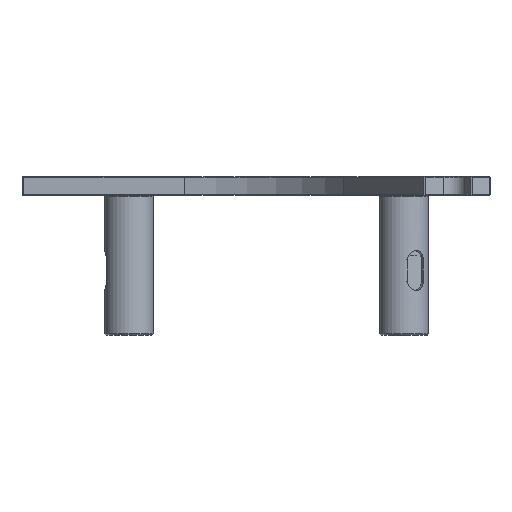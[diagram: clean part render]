
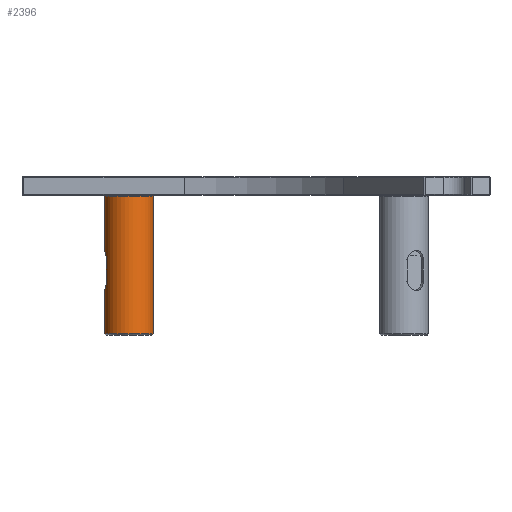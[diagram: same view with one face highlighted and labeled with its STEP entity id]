
A CAD part, front view. The second image highlights one B-rep face of the part: STEP entity #2396.
In plain terms, the highlighted cylindrical face has radius 8 mm (diameter 16 mm), a full revolution.
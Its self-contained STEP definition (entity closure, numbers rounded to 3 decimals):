
#39=B_SPLINE_CURVE_WITH_KNOTS('',3,(#4053,#4054,#4055,#4056,#4057,#4058,
#4059,#4060,#4061,#4062),.UNSPECIFIED.,.F.,.F.,(4,2,2,2,4),(-0.914,
-0.8,-0.685,-0.571,-0.457),
 .UNSPECIFIED.);
#40=B_SPLINE_CURVE_WITH_KNOTS('',3,(#4064,#4065,#4066,#4067,#4068,#4069,
#4070,#4071,#4072,#4073),.UNSPECIFIED.,.F.,.F.,(4,2,2,2,4),(-0.457,
-0.343,-0.229,-0.114,0.),
 .UNSPECIFIED.);
#41=B_SPLINE_CURVE_WITH_KNOTS('',3,(#4077,#4078,#4079,#4080,#4081,#4082,
#4083,#4084,#4085,#4086),.UNSPECIFIED.,.F.,.F.,(4,2,2,2,4),(0.,0.114,
0.229,0.343,0.457),.UNSPECIFIED.);
#42=B_SPLINE_CURVE_WITH_KNOTS('',3,(#4088,#4089,#4090,#4091,#4092,#4093,
#4094,#4095,#4096,#4097),.UNSPECIFIED.,.F.,.F.,(4,2,2,2,4),(0.457,
0.571,0.685,0.8,0.914),
 .UNSPECIFIED.);
#80=CYLINDRICAL_SURFACE('',#2684,8.);
#117=FACE_BOUND('',#462,.T.);
#191=CIRCLE('',#2683,8.);
#192=CIRCLE('',#2685,8.);
#318=FACE_OUTER_BOUND('',#461,.T.);
#461=EDGE_LOOP('',(#2136,#2137,#2138,#2139));
#462=EDGE_LOOP('',(#2140,#2141,#2142,#2143,#2144,#2145));
#707=LINE('',#4050,#951);
#708=LINE('',#4075,#952);
#709=LINE('',#4098,#953);
#951=VECTOR('',#3334,8.);
#952=VECTOR('',#3335,10.);
#953=VECTOR('',#3336,10.);
#1167=VERTEX_POINT('',#4044);
#1168=VERTEX_POINT('',#4048);
#1169=VERTEX_POINT('',#4051);
#1170=VERTEX_POINT('',#4052);
#1171=VERTEX_POINT('',#4063);
#1172=VERTEX_POINT('',#4074);
#1173=VERTEX_POINT('',#4076);
#1174=VERTEX_POINT('',#4087);
#1494=EDGE_CURVE('',#1167,#1167,#191,.T.);
#1495=EDGE_CURVE('',#1168,#1168,#192,.T.);
#1496=EDGE_CURVE('',#1168,#1167,#707,.T.);
#1497=EDGE_CURVE('',#1169,#1170,#39,.T.);
#1498=EDGE_CURVE('',#1170,#1171,#40,.T.);
#1499=EDGE_CURVE('',#1171,#1172,#708,.T.);
#1500=EDGE_CURVE('',#1172,#1173,#41,.T.);
#1501=EDGE_CURVE('',#1173,#1174,#42,.T.);
#1502=EDGE_CURVE('',#1174,#1169,#709,.T.);
#2136=ORIENTED_EDGE('',*,*,#1495,.F.);
#2137=ORIENTED_EDGE('',*,*,#1496,.T.);
#2138=ORIENTED_EDGE('',*,*,#1494,.F.);
#2139=ORIENTED_EDGE('',*,*,#1496,.F.);
#2140=ORIENTED_EDGE('',*,*,#1497,.T.);
#2141=ORIENTED_EDGE('',*,*,#1498,.T.);
#2142=ORIENTED_EDGE('',*,*,#1499,.T.);
#2143=ORIENTED_EDGE('',*,*,#1500,.T.);
#2144=ORIENTED_EDGE('',*,*,#1501,.T.);
#2145=ORIENTED_EDGE('',*,*,#1502,.T.);
#2396=ADVANCED_FACE('',(#318,#117),#80,.T.);
#2683=AXIS2_PLACEMENT_3D('',#4046,#3328,#3329);
#2684=AXIS2_PLACEMENT_3D('',#4047,#3330,#3331);
#2685=AXIS2_PLACEMENT_3D('',#4049,#3332,#3333);
#3328=DIRECTION('center_axis',(0.,0.,-1.));
#3329=DIRECTION('ref_axis',(-1.,0.,0.));
#3330=DIRECTION('center_axis',(0.,0.,1.));
#3331=DIRECTION('ref_axis',(-1.,0.,0.));
#3332=DIRECTION('center_axis',(0.,0.,1.));
#3333=DIRECTION('ref_axis',(-1.,0.,0.));
#3334=DIRECTION('',(0.,0.,-1.));
#3335=DIRECTION('',(0.,0.,1.));
#3336=DIRECTION('',(0.,0.,-1.));
#4044=CARTESIAN_POINT('',(8.,0.,0.5));
#4046=CARTESIAN_POINT('Origin',(0.,0.,0.5));
#4047=CARTESIAN_POINT('Origin',(0.,0.,0.));
#4048=CARTESIAN_POINT('',(8.,0.,45.547));
#4049=CARTESIAN_POINT('Origin',(0.,0.,45.547));
#4050=CARTESIAN_POINT('',(8.,0.,0.));
#4051=CARTESIAN_POINT('',(-3.,7.416,17.7));
#4052=CARTESIAN_POINT('',(0.,8.,14.7));
#4053=CARTESIAN_POINT('Ctrl Pts',(-3.,7.416,17.7));
#4054=CARTESIAN_POINT('Ctrl Pts',(-3.,7.416,17.319));
#4055=CARTESIAN_POINT('Ctrl Pts',(-2.923,7.449,16.916));
#4056=CARTESIAN_POINT('Ctrl Pts',(-2.616,7.562,16.178));
#4057=CARTESIAN_POINT('Ctrl Pts',(-2.386,7.641,15.843));
#4058=CARTESIAN_POINT('Ctrl Pts',(-1.857,7.786,15.314));
#4059=CARTESIAN_POINT('Ctrl Pts',(-1.522,7.863,15.084));
#4060=CARTESIAN_POINT('Ctrl Pts',(-0.784,7.97,14.777));
#4061=CARTESIAN_POINT('Ctrl Pts',(-0.381,8.,14.7));
#4062=CARTESIAN_POINT('Ctrl Pts',(0.,8.,14.7));
#4063=CARTESIAN_POINT('',(3.,7.416,17.7));
#4064=CARTESIAN_POINT('Ctrl Pts',(0.,8.,14.7));
#4065=CARTESIAN_POINT('Ctrl Pts',(0.381,8.,14.7));
#4066=CARTESIAN_POINT('Ctrl Pts',(0.784,7.97,14.777));
#4067=CARTESIAN_POINT('Ctrl Pts',(1.522,7.863,15.084));
#4068=CARTESIAN_POINT('Ctrl Pts',(1.857,7.786,15.314));
#4069=CARTESIAN_POINT('Ctrl Pts',(2.386,7.641,15.843));
#4070=CARTESIAN_POINT('Ctrl Pts',(2.616,7.562,16.178));
#4071=CARTESIAN_POINT('Ctrl Pts',(2.923,7.449,16.916));
#4072=CARTESIAN_POINT('Ctrl Pts',(3.,7.416,17.319));
#4073=CARTESIAN_POINT('Ctrl Pts',(3.,7.416,17.7));
#4074=CARTESIAN_POINT('',(3.,7.416,24.7));
#4075=CARTESIAN_POINT('',(3.,7.416,0.));
#4076=CARTESIAN_POINT('',(0.,8.,27.7));
#4077=CARTESIAN_POINT('Ctrl Pts',(3.,7.416,24.7));
#4078=CARTESIAN_POINT('Ctrl Pts',(3.,7.416,25.081));
#4079=CARTESIAN_POINT('Ctrl Pts',(2.923,7.449,25.484));
#4080=CARTESIAN_POINT('Ctrl Pts',(2.616,7.562,26.222));
#4081=CARTESIAN_POINT('Ctrl Pts',(2.386,7.641,26.557));
#4082=CARTESIAN_POINT('Ctrl Pts',(1.857,7.786,27.086));
#4083=CARTESIAN_POINT('Ctrl Pts',(1.522,7.863,27.316));
#4084=CARTESIAN_POINT('Ctrl Pts',(0.784,7.97,27.623));
#4085=CARTESIAN_POINT('Ctrl Pts',(0.381,8.,27.7));
#4086=CARTESIAN_POINT('Ctrl Pts',(0.,8.,27.7));
#4087=CARTESIAN_POINT('',(-3.,7.416,24.7));
#4088=CARTESIAN_POINT('Ctrl Pts',(0.,8.,27.7));
#4089=CARTESIAN_POINT('Ctrl Pts',(-0.381,8.,27.7));
#4090=CARTESIAN_POINT('Ctrl Pts',(-0.784,7.97,27.623));
#4091=CARTESIAN_POINT('Ctrl Pts',(-1.522,7.863,27.316));
#4092=CARTESIAN_POINT('Ctrl Pts',(-1.857,7.786,27.086));
#4093=CARTESIAN_POINT('Ctrl Pts',(-2.386,7.641,26.557));
#4094=CARTESIAN_POINT('Ctrl Pts',(-2.616,7.562,26.222));
#4095=CARTESIAN_POINT('Ctrl Pts',(-2.923,7.449,25.484));
#4096=CARTESIAN_POINT('Ctrl Pts',(-3.,7.416,25.081));
#4097=CARTESIAN_POINT('Ctrl Pts',(-3.,7.416,24.7));
#4098=CARTESIAN_POINT('',(-3.,7.416,0.));
